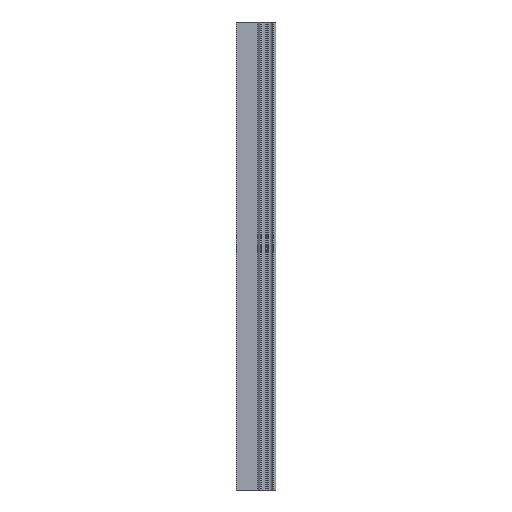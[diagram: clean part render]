
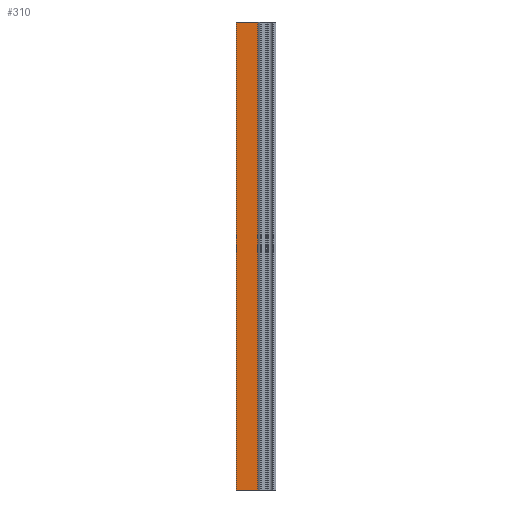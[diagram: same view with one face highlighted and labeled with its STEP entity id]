
A CAD part, front view. The second image highlights one B-rep face of the part: STEP entity #310.
In plain terms, the highlighted planar face has unit normal (0, -1, 0).
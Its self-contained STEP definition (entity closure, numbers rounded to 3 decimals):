
#139 = DIRECTION ( 'NONE',  ( 0., 0., -1. ) ) ;
#151 = CARTESIAN_POINT ( 'NONE',  ( 12.9, 8.8, 133.5 ) ) ;
#167 = CARTESIAN_POINT ( 'NONE',  ( 0., 8.8, -133.5 ) ) ;
#188 = LINE ( 'NONE', #526, #994 ) ;
#310 = ADVANCED_FACE ( 'NONE', ( #620 ), #1118, .F. ) ;
#356 = CARTESIAN_POINT ( 'NONE',  ( 0., 8.8, 133.5 ) ) ;
#429 = ORIENTED_EDGE ( 'NONE', *, *, #465, .T. ) ;
#465 = EDGE_CURVE ( 'NONE', #691, #1192, #188, .T. ) ;
#475 = VERTEX_POINT ( 'NONE', #760 ) ;
#526 = CARTESIAN_POINT ( 'NONE',  ( 0., 8.8, 133.5 ) ) ;
#540 = LINE ( 'NONE', #151, #1092 ) ;
#585 = LINE ( 'NONE', #959, #844 ) ;
#620 = FACE_OUTER_BOUND ( 'NONE', #1098, .T. ) ;
#637 = VERTEX_POINT ( 'NONE', #885 ) ;
#691 = VERTEX_POINT ( 'NONE', #356 ) ;
#705 = ORIENTED_EDGE ( 'NONE', *, *, #839, .T. ) ;
#760 = CARTESIAN_POINT ( 'NONE',  ( 12.9, 8.8, -133.5 ) ) ;
#773 = AXIS2_PLACEMENT_3D ( 'NONE', #1293, #856, #1020 ) ;
#839 = EDGE_CURVE ( 'NONE', #1192, #475, #1093, .T. ) ;
#844 = VECTOR ( 'NONE', #958, 1000. ) ;
#856 = DIRECTION ( 'NONE',  ( 0., 1., 0. ) ) ;
#885 = CARTESIAN_POINT ( 'NONE',  ( 12.9, 8.8, 133.5 ) ) ;
#958 = DIRECTION ( 'NONE',  ( 1., 0., 0. ) ) ;
#959 = CARTESIAN_POINT ( 'NONE',  ( 0., 8.8, 133.5 ) ) ;
#994 = VECTOR ( 'NONE', #1251, 1000. ) ;
#1020 = DIRECTION ( 'NONE',  ( 0., 0., 1. ) ) ;
#1031 = ORIENTED_EDGE ( 'NONE', *, *, #1231, .F. ) ;
#1040 = CARTESIAN_POINT ( 'NONE',  ( 0., 8.8, -133.5 ) ) ;
#1061 = VECTOR ( 'NONE', #1294, 1000. ) ;
#1092 = VECTOR ( 'NONE', #139, 1000. ) ;
#1093 = LINE ( 'NONE', #167, #1061 ) ;
#1098 = EDGE_LOOP ( 'NONE', ( #705, #1031, #1259, #429 ) ) ;
#1118 = PLANE ( 'NONE',  #773 ) ;
#1192 = VERTEX_POINT ( 'NONE', #1040 ) ;
#1218 = EDGE_CURVE ( 'NONE', #691, #637, #585, .T. ) ;
#1231 = EDGE_CURVE ( 'NONE', #637, #475, #540, .T. ) ;
#1251 = DIRECTION ( 'NONE',  ( 0., 0., -1. ) ) ;
#1259 = ORIENTED_EDGE ( 'NONE', *, *, #1218, .F. ) ;
#1293 = CARTESIAN_POINT ( 'NONE',  ( 0., 8.8, 133.5 ) ) ;
#1294 = DIRECTION ( 'NONE',  ( 1., 0., 0. ) ) ;
